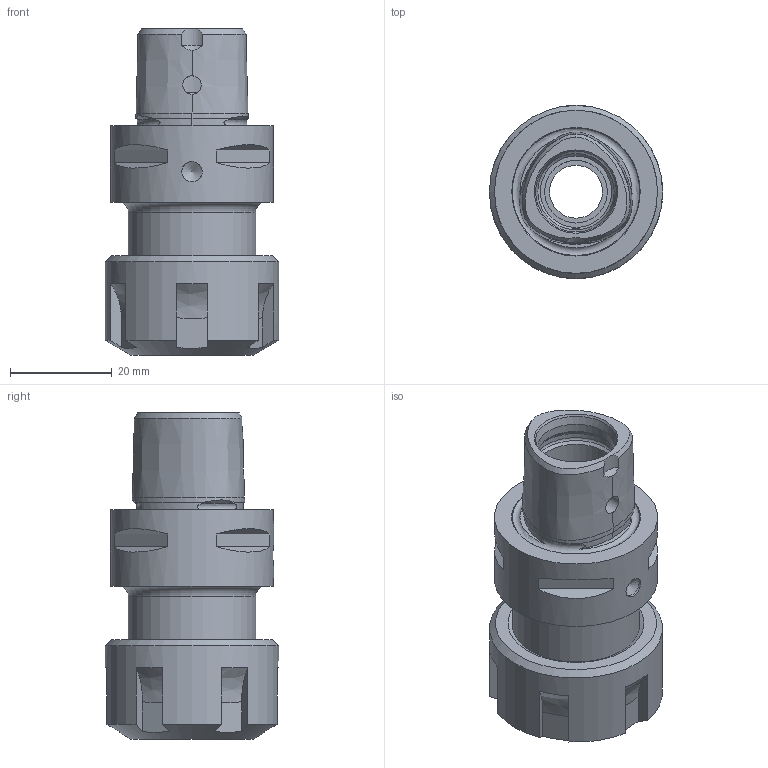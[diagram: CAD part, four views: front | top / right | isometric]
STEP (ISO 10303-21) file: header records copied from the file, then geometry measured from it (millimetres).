
FILE_DESCRIPTION(/* description */ (''),/* implementation_level */ '2;1');
FILE_NAME(/* name */ '03_13_20.stp',/* time_stamp */ '2022-05-24T16:23:28+02:00',/* author */ ('cad'),/* organization */ (''),/* preprocessor_version */ 'ST-DEVELOPER v18.1',/* originating_system */ 'Autodesk Inventor 2021',/* authorisation */ '');
FILE_SCHEMA (('AUTOMOTIVE_DESIGN { 1 0 10303 214 3 1 1 }'));
Length unit declared in the file: inch
Products named in the file (1): 03_13_20_Shrinkwrap_1
Bounding box: 34 x 34 x 64 mm (x, y, z)
Volume: 26222.5 mm3; surface area: 11685.7 mm2
Topology: 1 solids, 1 shells, 104 faces, 279 edges, 189 vertices
Faces by surface type: plane 49, cone 18, cylinder 17, bspline 16, torus 4
Full cylindrical faces by diameter (mm): 3.6 x1, 4 x1, 10.376 x1, 12.3 x1, 13.5 x1, 15 x2, 15.4 x1, 16.5 x1, 20.5 x1, 22 x1, 23.376 x1, 25 x1, 25.5 x1, 32 x1, 34 x1
Entity records: 5600 total; most frequent: CARTESIAN_POINT 2950, ORIENTED_EDGE 556, DIRECTION 481, EDGE_CURVE 278, AXIS2_PLACEMENT_3D 205, VERTEX_POINT 189, EDGE_LOOP 121, CIRCLE 108
